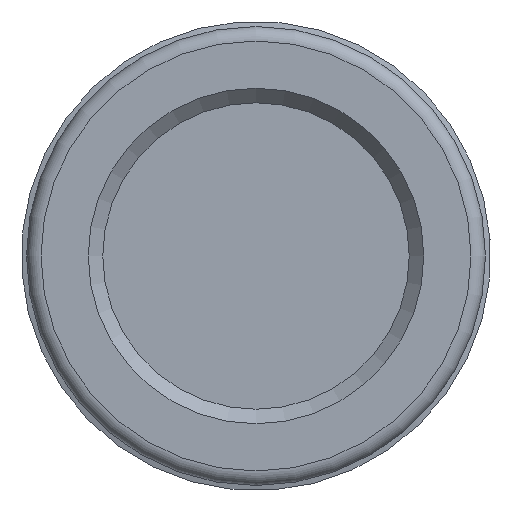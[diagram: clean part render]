
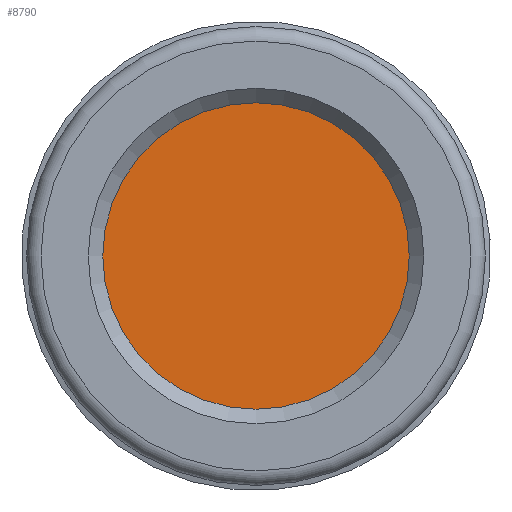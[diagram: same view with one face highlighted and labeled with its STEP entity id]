
A CAD part, left-side view. The second image highlights one B-rep face of the part: STEP entity #8790.
In plain terms, the highlighted planar face has unit normal (-1, 0, 0).
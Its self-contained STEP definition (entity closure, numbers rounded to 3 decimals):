
#1017=PLANE('',#9283);
#1512=FACE_OUTER_BOUND('',#2023,.T.);
#2023=EDGE_LOOP('',(#7803,#7804));
#3063=CIRCLE('',#8974,5.275);
#3066=CIRCLE('',#8977,5.275);
#3542=VERTEX_POINT('',#18572);
#3543=VERTEX_POINT('',#18573);
#4422=EDGE_CURVE('',#3542,#3543,#3063,.T.);
#4426=EDGE_CURVE('',#3543,#3542,#3066,.T.);
#7803=ORIENTED_EDGE('',*,*,#4422,.F.);
#7804=ORIENTED_EDGE('',*,*,#4426,.F.);
#8790=ADVANCED_FACE('',(#1512),#1017,.T.);
#8974=AXIS2_PLACEMENT_3D('',#18574,#9695,#9696);
#8977=AXIS2_PLACEMENT_3D('',#18580,#9702,#9703);
#9283=AXIS2_PLACEMENT_3D('',#64523,#10682,#10683);
#9695=DIRECTION('center_axis',(1.,0.,0.));
#9696=DIRECTION('ref_axis',(0.,1.,0.));
#9702=DIRECTION('center_axis',(1.,0.,0.));
#9703=DIRECTION('ref_axis',(0.,1.,0.));
#10682=DIRECTION('center_axis',(-1.,0.,0.));
#10683=DIRECTION('ref_axis',(0.,0.,1.));
#18572=CARTESIAN_POINT('',(10.,5.275,0.));
#18573=CARTESIAN_POINT('',(10.,-5.275,0.));
#18574=CARTESIAN_POINT('Origin',(10.,0.,0.));
#18580=CARTESIAN_POINT('Origin',(10.,0.,0.));
#64523=CARTESIAN_POINT('Origin',(10.,5.478,0.));
